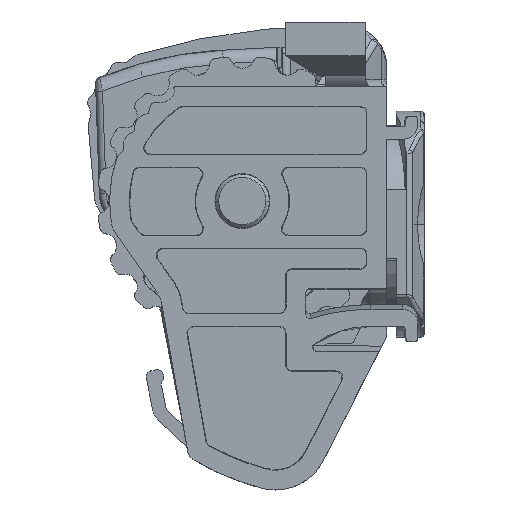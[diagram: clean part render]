
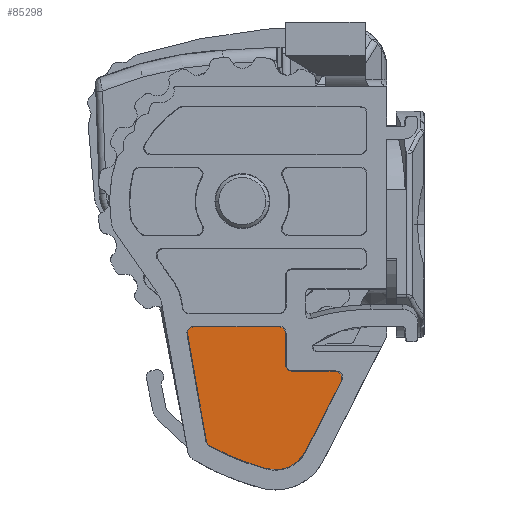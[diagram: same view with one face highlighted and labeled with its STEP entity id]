
A CAD part, left-side view. The second image highlights one B-rep face of the part: STEP entity #85298.
In plain terms, the highlighted planar face has unit normal (-1, 0, 0).
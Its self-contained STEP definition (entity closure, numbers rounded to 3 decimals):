
#25892=CARTESIAN_POINT('',(55.3,3.565,7.2));
#25893=CARTESIAN_POINT('',(55.3,3.642,7.2));
#25894=CARTESIAN_POINT('',(55.3,3.781,7.168));
#25895=CARTESIAN_POINT('',(55.3,3.961,7.032));
#25896=CARTESIAN_POINT('',(55.3,4.063,6.832));
#25897=CARTESIAN_POINT('',(55.3,4.071,6.689));
#25898=CARTESIAN_POINT('',(55.3,4.057,6.613));
#25918=CARTESIAN_POINT('',(55.3,-3.2,6.7));
#25919=CARTESIAN_POINT('',(55.3,-3.2,6.867));
#25920=CARTESIAN_POINT('',(55.3,-3.074,7.074));
#25921=CARTESIAN_POINT('',(55.3,-2.867,7.2));
#25922=CARTESIAN_POINT('',(55.3,-2.7,7.2));
#25940=DIRECTION('',(0.,-1.,0.));
#25941=VECTOR('',#25940,6.265);
#25942=CARTESIAN_POINT('',(55.3,3.565,7.2));
#25943=LINE('',#25942,#25941);
#25944=DIRECTION('',(0.,0.,-1.));
#25945=VECTOR('',#25944,2.3);
#25946=CARTESIAN_POINT('',(55.3,-3.2,
6.7));
#25947=LINE('',#25946,#25945);
#25948=CARTESIAN_POINT('',(55.3,-3.7,4.4));
#25949=DIRECTION('',(-1.,0.,0.));
#25950=DIRECTION('',(0.,1.,0.));
#25951=AXIS2_PLACEMENT_3D('',#25948,#25949,#25950);
#25953=DIRECTION('',(0.,-1.,0.));
#25954=VECTOR('',#25953,3.176);
#25955=CARTESIAN_POINT('',(55.3,-3.7,3.9));
#25956=LINE('',#25955,#25954);
#25957=DIRECTION('',(0.,0.454,-0.891));
#25958=VECTOR('',#25957,5.845);
#25959=CARTESIAN_POINT('',(55.3,-7.321,
3.173));
#25960=LINE('',#25959,#25958);
#25961=CARTESIAN_POINT('',(55.3,-2.44,-0.9));
#25962=DIRECTION('',(1.,0.,0.));
#25963=DIRECTION('',(0.,-0.891,-0.454));
#25964=AXIS2_PLACEMENT_3D('',#25961,#25962,#25963);
#25966=CARTESIAN_POINT('',(55.3,-2.44,-0.9));
#25967=DIRECTION('',(1.,0.,0.));
#25968=DIRECTION('',(0.,0.,-1.));
#25969=AXIS2_PLACEMENT_3D('',#25966,#25967,#25968);
#25971=CARTESIAN_POINT('',(55.3,-6.522,14.571));
#25972=DIRECTION('',(1.,0.,0.));
#25973=DIRECTION('',(0.,0.255,-0.967));
#25974=AXIS2_PLACEMENT_3D('',#25971,#25972,#25973);
#25976=DIRECTION('',(0.,0.174,0.985));
#25977=VECTOR('',#25976,8.011);
#25978=CARTESIAN_POINT('',(55.3,2.666,
-1.276));
#25979=LINE('',#25978,#25977);
#25997=CARTESIAN_POINT('',(55.3,-7.321,
3.173));
#25998=CARTESIAN_POINT('',(55.3,-7.354,
3.237));
#25999=CARTESIAN_POINT('',(55.3,-7.388,
3.366));
#26000=CARTESIAN_POINT('',(55.3,-7.36,
3.575));
#26001=CARTESIAN_POINT('',(55.3,-7.251,
3.752));
#26002=CARTESIAN_POINT('',(55.3,-7.079,
3.872));
#26003=CARTESIAN_POINT('',(55.3,-6.948,
3.9));
#26004=CARTESIAN_POINT('',(55.3,-6.876,
3.9));
#26034=CARTESIAN_POINT('',(55.3,2.666,-1.276));
#26035=CARTESIAN_POINT('',(55.3,2.638,-1.433));
#26036=CARTESIAN_POINT('',(55.3,2.555,-1.55));
#26037=CARTESIAN_POINT('',(55.3,2.415,-1.627));
#50466=CARTESIAN_POINT('',(55.3,4.057,6.613));
#50467=VERTEX_POINT('',#50466);
#50468=CARTESIAN_POINT('',(55.3,2.666,
-1.276));
#50469=VERTEX_POINT('',#50468);
#50470=CARTESIAN_POINT('',(55.3,3.565,7.2));
#50471=VERTEX_POINT('',#50470);
#50472=CARTESIAN_POINT('',(55.3,-2.7,
7.2));
#50473=VERTEX_POINT('',#50472);
#50474=CARTESIAN_POINT('',(55.3,-3.2,
6.7));
#50475=VERTEX_POINT('',#50474);
#50476=CARTESIAN_POINT('',(55.3,-3.2,4.4));
#50477=VERTEX_POINT('',#50476);
#50478=CARTESIAN_POINT('',(55.3,-3.7,3.9));
#50479=VERTEX_POINT('',#50478);
#50480=CARTESIAN_POINT('',(55.3,-6.876,
3.9));
#50481=VERTEX_POINT('',#50480);
#50482=VERTEX_POINT('',#25997);
#50483=CARTESIAN_POINT('',(55.3,-4.668,-2.035));
#50484=VERTEX_POINT('',#50483);
#50485=CARTESIAN_POINT('',(55.3,-2.44,-3.4));
#50486=VERTEX_POINT('',#50485);
#50487=CARTESIAN_POINT('',(55.3,-1.802,-3.317));
#50488=VERTEX_POINT('',#50487);
#50489=CARTESIAN_POINT('',(55.3,2.415,-1.627));
#50490=VERTEX_POINT('',#50489);
#85271=CARTESIAN_POINT('',(55.3,7.5,0.));
#85272=DIRECTION('',(1.,0.,0.));
#85273=DIRECTION('',(0.,0.,-1.));
#85274=AXIS2_PLACEMENT_3D('',#85271,#85272,#85273);
#85275=PLANE('',#85274);
#85276=ORIENTED_EDGE('',*,*,#85209,.F.);
#85277=ORIENTED_EDGE('',*,*,#85224,.T.);
#85278=ORIENTED_EDGE('',*,*,#85237,.F.);
#85279=ORIENTED_EDGE('',*,*,#85252,.T.);
#85280=ORIENTED_EDGE('',*,*,#85262,.T.);
#85282=ORIENTED_EDGE('',*,*,#85281,.T.);
#85284=ORIENTED_EDGE('',*,*,#85283,.F.);
#85286=ORIENTED_EDGE('',*,*,#85285,.T.);
#85288=ORIENTED_EDGE('',*,*,#85287,.T.);
#85290=ORIENTED_EDGE('',*,*,#85289,.T.);
#85292=ORIENTED_EDGE('',*,*,#85291,.T.);
#85294=ORIENTED_EDGE('',*,*,#85293,.F.);
#85295=ORIENTED_EDGE('',*,*,#85193,.T.);
#85296=EDGE_LOOP('',(#85276,#85277,#85278,#85279,#85280,#85282,#85284,#85286,
#85288,#85290,#85292,#85294,#85295));
#85297=FACE_OUTER_BOUND('',#85296,.F.);
#85298=ADVANCED_FACE('',(#85297),#85275,.F.);
#25899=B_SPLINE_CURVE_WITH_KNOTS('',3,(#25892,#25893,#25894,#25895,#25896,
#25897,#25898),.UNSPECIFIED.,.F.,.F.,(4,1,1,1,4),(0.,0.25,0.5,0.75,
1.),.UNSPECIFIED.);
#25923=B_SPLINE_CURVE_WITH_KNOTS('',3,(#25918,#25919,#25920,#25921,#25922),
.UNSPECIFIED.,.F.,.F.,(4,1,4),(0.,0.5,1.),.UNSPECIFIED.);
#25952=CIRCLE('',#25951,0.5);
#25965=CIRCLE('',#25964,2.5);
#25970=CIRCLE('',#25969,2.5);
#25975=CIRCLE('',#25974,18.5);
#26005=B_SPLINE_CURVE_WITH_KNOTS('',3,(#25997,#25998,#25999,#26000,#26001,
#26002,#26003,#26004),.UNSPECIFIED.,.F.,.F.,(4,1,1,1,1,4),(0.,0.2,0.4,
0.6,0.8,1.),.UNSPECIFIED.);
#26038=B_SPLINE_CURVE_WITH_KNOTS('',3,(#26034,#26035,#26036,#26037),
.UNSPECIFIED.,.F.,.F.,(4,4),(0.,1.),.UNSPECIFIED.);
#85193=EDGE_CURVE('',#50469,#50467,#25979,.T.);
#85209=EDGE_CURVE('',#50471,#50467,#25899,.T.);
#85224=EDGE_CURVE('',#50471,#50473,#25943,.T.);
#85237=EDGE_CURVE('',#50475,#50473,#25923,.T.);
#85252=EDGE_CURVE('',#50475,#50477,#25947,.T.);
#85262=EDGE_CURVE('',#50477,#50479,#25952,.T.);
#85281=EDGE_CURVE('',#50479,#50481,#25956,.T.);
#85283=EDGE_CURVE('',#50482,#50481,#26005,.T.);
#85285=EDGE_CURVE('',#50482,#50484,#25960,.T.);
#85287=EDGE_CURVE('',#50484,#50486,#25965,.T.);
#85289=EDGE_CURVE('',#50486,#50488,#25970,.T.);
#85291=EDGE_CURVE('',#50488,#50490,#25975,.T.);
#85293=EDGE_CURVE('',#50469,#50490,#26038,.T.);
